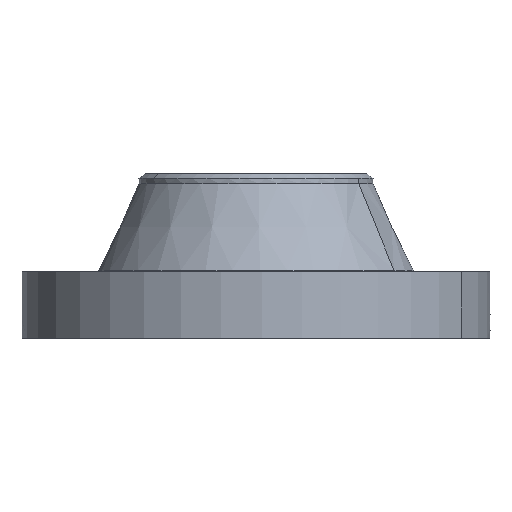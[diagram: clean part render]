
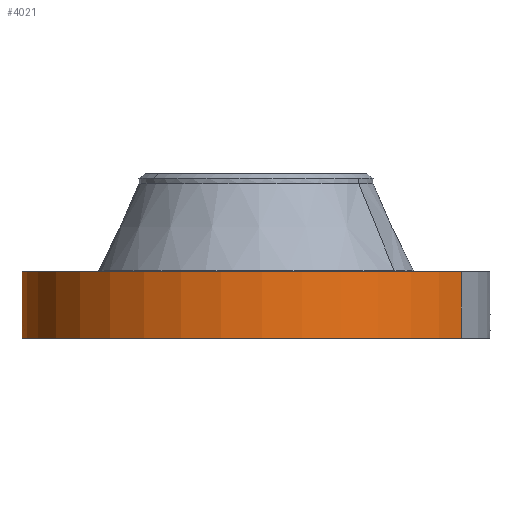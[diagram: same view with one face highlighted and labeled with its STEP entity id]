
A CAD part, left-side view. The second image highlights one B-rep face of the part: STEP entity #4021.
In plain terms, the highlighted cylindrical face has radius 273.05 mm (diameter 546.1 mm), a partial arc.
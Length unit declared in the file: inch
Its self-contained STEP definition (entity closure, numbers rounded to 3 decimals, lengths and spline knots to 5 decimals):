
#2927=AXIS2_PLACEMENT_3D('Circle Axis2P3D',#2925,#2926,$) ;
#3907=AXIS2_PLACEMENT_3D('Cylinder Axis2P3D',#3904,#3905,#3906) ;
#3911=AXIS2_PLACEMENT_3D('Circle Axis2P3D',#3909,#3910,$) ;
#2920=CARTESIAN_POINT('Vertex',(5.15382,9.43401,3.062)) ;
#2922=CARTESIAN_POINT('Vertex',(-5.15382,-9.43401,3.062)) ;
#2925=CARTESIAN_POINT('Axis2P3D Location',(0.,0.,3.062)) ;
#3904=CARTESIAN_POINT('Axis2P3D Location',(0.,0.,3.781)) ;
#3909=CARTESIAN_POINT('Axis2P3D Location',(0.,0.,0.)) ;
#3913=CARTESIAN_POINT('Vertex',(-5.15382,-9.43401,0.)) ;
#3915=CARTESIAN_POINT('Vertex',(5.15382,9.43401,0.)) ;
#3918=CARTESIAN_POINT('Line Origine',(-5.15382,-9.43401,1.531)) ;
#3923=CARTESIAN_POINT('Line Origine',(5.15382,9.43401,1.531)) ;
#3935=CARTESIAN_POINT('Control Point',(-0.05679,10.74985,1.09953)) ;
#3936=CARTESIAN_POINT('Control Point',(-0.03826,10.74995,1.10254)) ;
#3937=CARTESIAN_POINT('Control Point',(-0.01949,10.75,1.10408)) ;
#3938=CARTESIAN_POINT('Control Point',(-0.00072,10.75,1.10412)) ;
#3939=CARTESIAN_POINT('Vertex',(-0.05678,10.74985,1.09953)) ;
#3941=CARTESIAN_POINT('Vertex',(-0.00072,10.75,1.10412)) ;
#3945=CARTESIAN_POINT('Control Point',(-0.05678,10.74985,1.09953)) ;
#3946=CARTESIAN_POINT('Control Point',(-0.09666,10.74964,1.09489)) ;
#3947=CARTESIAN_POINT('Control Point',(-0.13584,10.7492,1.08297)) ;
#3948=CARTESIAN_POINT('Control Point',(-0.17186,10.74863,1.06463)) ;
#3949=CARTESIAN_POINT('Vertex',(-0.17186,10.74863,1.06463)) ;
#3953=CARTESIAN_POINT('Control Point',(-0.03058,10.74996,0.34116)) ;
#3954=CARTESIAN_POINT('Control Point',(-0.09952,10.74976,0.3499)) ;
#3955=CARTESIAN_POINT('Control Point',(-0.1661,10.74902,0.37415)) ;
#3956=CARTESIAN_POINT('Control Point',(-0.22542,10.74782,0.41303)) ;
#3957=CARTESIAN_POINT('Control Point',(-0.29742,10.74597,0.48704)) ;
#3958=CARTESIAN_POINT('Control Point',(-0.34189,10.74457,0.57703)) ;
#3959=CARTESIAN_POINT('Control Point',(-0.35331,10.7442,0.60776)) ;
#3960=CARTESIAN_POINT('Control Point',(-0.37178,10.74357,0.67915)) ;
#3961=CARTESIAN_POINT('Control Point',(-0.37346,10.74351,0.75255)) ;
#3962=CARTESIAN_POINT('Control Point',(-0.36911,10.74366,0.79325)) ;
#3963=CARTESIAN_POINT('Control Point',(-0.34684,10.74444,0.88538)) ;
#3964=CARTESIAN_POINT('Control Point',(-0.29785,10.74593,0.96664)) ;
#3965=CARTESIAN_POINT('Control Point',(-0.26184,10.74693,1.00746)) ;
#3966=CARTESIAN_POINT('Control Point',(-0.21908,10.74787,1.04059)) ;
#3967=CARTESIAN_POINT('Control Point',(-0.17186,10.74863,1.06463)) ;
#3968=CARTESIAN_POINT('Vertex',(-0.03058,10.74996,0.34116)) ;
#3972=CARTESIAN_POINT('Control Point',(-0.03058,10.74996,0.34116)) ;
#3973=CARTESIAN_POINT('Control Point',(-0.02038,10.74999,0.34087)) ;
#3974=CARTESIAN_POINT('Control Point',(-0.01018,10.75,0.34094)) ;
#3975=CARTESIAN_POINT('Control Point',(0.,10.75,0.34137)) ;
#3976=CARTESIAN_POINT('Vertex',(0.,10.75,0.34137)) ;
#3980=CARTESIAN_POINT('Control Point',(0.19299,10.74827,0.39674)) ;
#3981=CARTESIAN_POINT('Control Point',(0.14915,10.74905,0.37164)) ;
#3982=CARTESIAN_POINT('Control Point',(0.10115,10.74968,0.35364)) ;
#3983=CARTESIAN_POINT('Control Point',(0.05082,10.75,0.34353)) ;
#3984=CARTESIAN_POINT('Control Point',(0.,10.75,0.34137)) ;
#3985=CARTESIAN_POINT('Vertex',(0.19299,10.74827,0.39674)) ;
#3989=CARTESIAN_POINT('Control Point',(0.19299,10.74827,0.39674)) ;
#3990=CARTESIAN_POINT('Control Point',(0.22185,10.74775,0.41325)) ;
#3991=CARTESIAN_POINT('Control Point',(0.24902,10.74716,0.43264)) ;
#3992=CARTESIAN_POINT('Control Point',(0.2741,10.74654,0.45473)) ;
#3993=CARTESIAN_POINT('Control Point',(0.34061,10.74472,0.52685)) ;
#3994=CARTESIAN_POINT('Control Point',(0.38274,10.74322,0.61682)) ;
#3995=CARTESIAN_POINT('Control Point',(0.39743,10.74264,0.68136)) ;
#3996=CARTESIAN_POINT('Control Point',(0.39785,10.74266,0.80834)) ;
#3997=CARTESIAN_POINT('Control Point',(0.34801,10.74441,0.9234)) ;
#3998=CARTESIAN_POINT('Control Point',(0.3129,10.74556,0.9731)) ;
#3999=CARTESIAN_POINT('Control Point',(0.23458,10.74768,1.04722)) ;
#4000=CARTESIAN_POINT('Control Point',(0.13766,10.74925,1.08962)) ;
#4001=CARTESIAN_POINT('Control Point',(0.09218,10.74976,1.10159)) ;
#4002=CARTESIAN_POINT('Control Point',(0.04581,10.75,1.1064)) ;
#4003=CARTESIAN_POINT('Control Point',(-0.00003,10.75,1.10415)) ;
#4004=CARTESIAN_POINT('Vertex',(-0.00003,10.75,1.10415)) ;
#4008=CARTESIAN_POINT('Control Point',(-0.00072,10.75,1.10412)) ;
#4009=CARTESIAN_POINT('Control Point',(-0.00037,10.75,1.10414)) ;
#4010=CARTESIAN_POINT('Control Point',(-0.00003,10.75,1.10415)) ;
#2926=DIRECTION('Axis2P3D Direction',(0.,0.,-0.039)) ;
#3905=DIRECTION('Axis2P3D Direction',(0.,0.,-0.039)) ;
#3906=DIRECTION('Axis2P3D XDirection',(0.019,0.035,0.)) ;
#3910=DIRECTION('Axis2P3D Direction',(0.,0.,-0.039)) ;
#3919=DIRECTION('Vector Direction',(0.,0.,-0.039)) ;
#3924=DIRECTION('Vector Direction',(0.,0.,-0.039)) ;
#3920=VECTOR('Line Direction',#3919,0.03937) ;
#3925=VECTOR('Line Direction',#3924,0.03937) ;
#3929=ORIENTED_EDGE('',*,*,#3917,.F.) ;
#3930=ORIENTED_EDGE('',*,*,#3922,.T.) ;
#3931=ORIENTED_EDGE('',*,*,#2929,.T.) ;
#3932=ORIENTED_EDGE('',*,*,#3927,.F.) ;
#4013=ORIENTED_EDGE('',*,*,#3943,.F.) ;
#4014=ORIENTED_EDGE('',*,*,#3951,.T.) ;
#4015=ORIENTED_EDGE('',*,*,#3970,.F.) ;
#4016=ORIENTED_EDGE('',*,*,#3978,.T.) ;
#4017=ORIENTED_EDGE('',*,*,#3987,.F.) ;
#4018=ORIENTED_EDGE('',*,*,#4006,.T.) ;
#4019=ORIENTED_EDGE('',*,*,#4011,.F.) ;
#4020=FACE_BOUND('',#4012,.T.) ;
#4021=ADVANCED_FACE('PartBody',(#3933,#4020),#3908,.T.) ;
#3934=B_SPLINE_CURVE_WITH_KNOTS('',3,(#3935,#3936,#3937,#3938),.UNSPECIFIED.,.F.,.U.,(4,4),(4.43847,6.52127),.UNSPECIFIED.) ;
#3944=B_SPLINE_CURVE_WITH_KNOTS('',3,(#3945,#3946,#3947,#3948),.UNSPECIFIED.,.F.,.U.,(4,4),(0.,4.51158),.UNSPECIFIED.) ;
#3952=B_SPLINE_CURVE_WITH_KNOTS('',5,(#3953,#3954,#3955,#3956,#3957,#3958,#3959,#3960,#3961,#3962,#3963,#3964,#3965,#3966,#3967),.UNSPECIFIED.,.F.,.U.,(6,3,3,3,6),(0.,12.07633,17.94953,25.36088,35.21598),.UNSPECIFIED.) ;
#3971=B_SPLINE_CURVE_WITH_KNOTS('',3,(#3972,#3973,#3974,#3975),.UNSPECIFIED.,.F.,.U.,(4,4),(0.,1.06401),.UNSPECIFIED.) ;
#3979=B_SPLINE_CURVE_WITH_KNOTS('',4,(#3980,#3981,#3982,#3983,#3984),.UNSPECIFIED.,.F.,.U.,(5,5),(0.,7.08072),.UNSPECIFIED.) ;
#3988=B_SPLINE_CURVE_WITH_KNOTS('',5,(#3989,#3990,#3991,#3992,#3993,#3994,#3995,#3996,#3997,#3998,#3999,#4000,#4001,#4002,#4003),.UNSPECIFIED.,.F.,.U.,(6,3,3,3,6),(0.,5.82457,17.14083,27.81493,36.38295),.UNSPECIFIED.) ;
#4007=B_SPLINE_CURVE_WITH_KNOTS('',2,(#4008,#4009,#4010),.UNSPECIFIED.,.F.,.U.,(3,3),(1.03534,1.06113),.UNSPECIFIED.) ;
#2928=CIRCLE('generated circle',#2927,10.75) ;
#3912=CIRCLE('generated circle',#3911,10.75) ;
#3908=CYLINDRICAL_SURFACE('generated cylinder',#3907,10.75) ;
#2929=EDGE_CURVE('',#2923,#2921,#2928,.T.) ;
#3917=EDGE_CURVE('',#3914,#3916,#3912,.T.) ;
#3922=EDGE_CURVE('',#3914,#2923,#3921,.F.) ;
#3927=EDGE_CURVE('',#3916,#2921,#3926,.F.) ;
#3943=EDGE_CURVE('',#3940,#3942,#3934,.T.) ;
#3951=EDGE_CURVE('',#3940,#3950,#3944,.T.) ;
#3970=EDGE_CURVE('',#3969,#3950,#3952,.T.) ;
#3978=EDGE_CURVE('',#3969,#3977,#3971,.T.) ;
#3987=EDGE_CURVE('',#3986,#3977,#3979,.T.) ;
#4006=EDGE_CURVE('',#3986,#4005,#3988,.T.) ;
#4011=EDGE_CURVE('',#3942,#4005,#4007,.T.) ;
#3928=EDGE_LOOP('',(#3929,#3930,#3931,#3932)) ;
#4012=EDGE_LOOP('',(#4013,#4014,#4015,#4016,#4017,#4018,#4019)) ;
#3933=FACE_OUTER_BOUND('',#3928,.T.) ;
#3921=LINE('Line',#3918,#3920) ;
#3926=LINE('Line',#3923,#3925) ;
#2921=VERTEX_POINT('',#2920) ;
#2923=VERTEX_POINT('',#2922) ;
#3914=VERTEX_POINT('',#3913) ;
#3916=VERTEX_POINT('',#3915) ;
#3940=VERTEX_POINT('',#3939) ;
#3942=VERTEX_POINT('',#3941) ;
#3950=VERTEX_POINT('',#3949) ;
#3969=VERTEX_POINT('',#3968) ;
#3977=VERTEX_POINT('',#3976) ;
#3986=VERTEX_POINT('',#3985) ;
#4005=VERTEX_POINT('',#4004) ;
